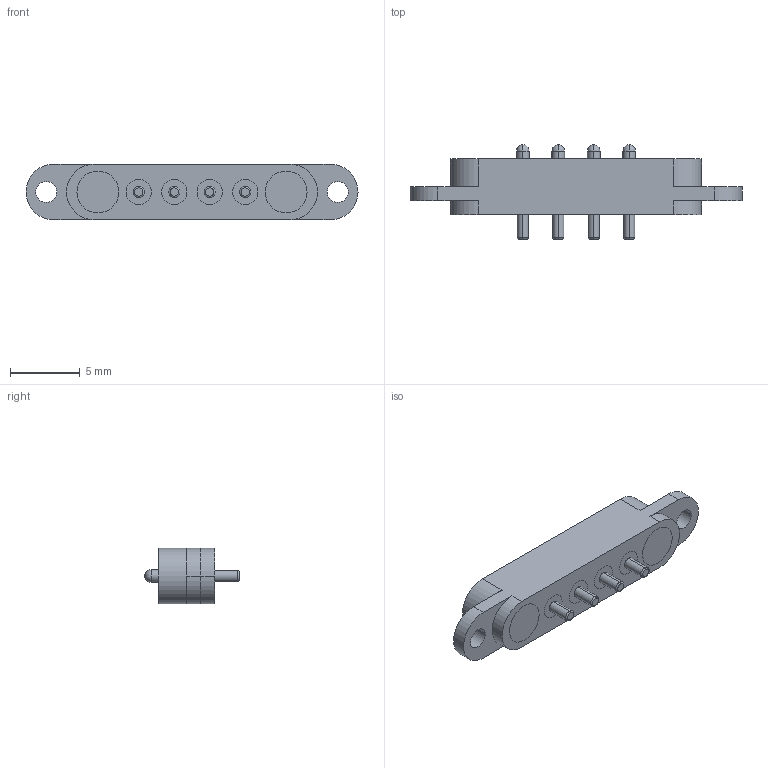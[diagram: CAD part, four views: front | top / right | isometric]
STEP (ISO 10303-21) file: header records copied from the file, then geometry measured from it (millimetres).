
FILE_DESCRIPTION (( 'STEP AP203' ), '1' );
FILE_NAME ('MG0425BME.STEP', '2025-01-09T07:21:13', ( '' ), ( '' ), 'SwSTEP 2.0', 'SolidWorks 2018', '' );
FILE_SCHEMA (( 'CONFIG_CONTROL_DESIGN' ));
Length unit declared in the file: millimetre
Products named in the file (4): MG0425B Ear; GA18-05015-0818; MG3x4; MG0425BME
Assembly tree (7 placements, depth 2):
  MG0425BME
    MG0425B Ear
    GA18-05015-0818  x4
    MG3x4  x2
Bounding box: 23.78 x 6.75 x 4 mm (x, y, z)
Volume: 296.5 mm3; surface area: 689 mm2
Topology: 7 solids, 7 shells, 126 faces, 268 edges, 168 vertices
Faces by surface type: cylinder 70, plane 32, torus 24
Entity records: 2572 total; most frequent: DIRECTION 414, CARTESIAN_POINT 342, ORIENTED_EDGE 320, AXIS2_PLACEMENT_3D 176, EDGE_CURVE 160, VERTEX_POINT 104, CIRCLE 98, EDGE_LOOP 90
